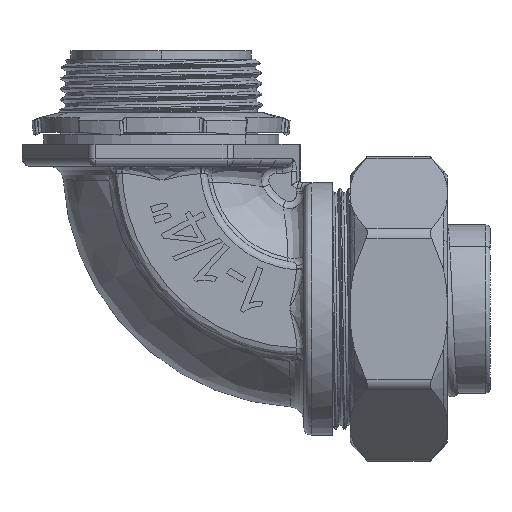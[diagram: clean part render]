
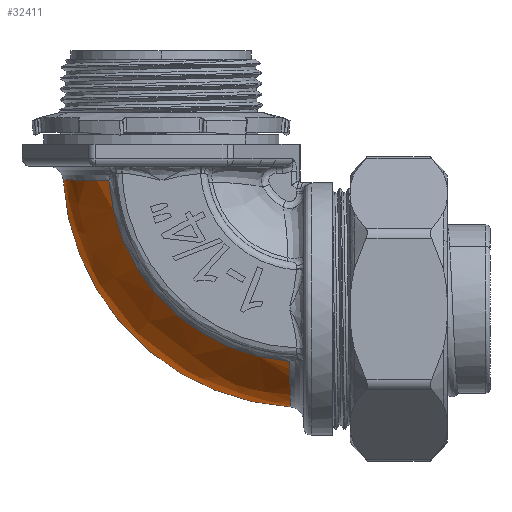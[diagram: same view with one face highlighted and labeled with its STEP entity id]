
A CAD part, left-side view. The second image highlights one B-rep face of the part: STEP entity #32411.
In plain terms, the highlighted free-form (B-spline) face has degree [3, 3] with [4, 4] control points.
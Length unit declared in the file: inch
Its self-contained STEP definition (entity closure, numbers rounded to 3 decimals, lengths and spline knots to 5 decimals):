
#372 = CARTESIAN_POINT ( 'NONE',  ( -2.14566, 2.24959, 2.31029 ) ) ;
#989 = ORIENTED_EDGE ( 'NONE', *, *, #30144, .T. ) ;
#1301 = CARTESIAN_POINT ( 'NONE',  ( -2.59937, 2.11908, 2.33381 ) ) ;
#1878 = CARTESIAN_POINT ( 'NONE',  ( -2.4586, 0.41277, 0.56822 ) ) ;
#2066 = CARTESIAN_POINT ( 'NONE',  ( -2.5802, 0.41319, 0.64645 ) ) ;
#2228 = CARTESIAN_POINT ( 'NONE',  ( -2.35534, 2.25273, 2.32735 ) ) ;
#2412 = CARTESIAN_POINT ( 'NONE',  ( -2.07704, 0.39523, 0.46985 ) ) ;
#2777 = CARTESIAN_POINT ( 'NONE',  ( -2.07704, 2.20167, 1.26967 ) ) ;
#4115 = CARTESIAN_POINT ( 'NONE',  ( -2.24593, 2.23441, 2.31023 ) ) ;
#4145 = CARTESIAN_POINT ( 'NONE',  ( -2.07704, 0.301, 2.42158 ) ) ;
#5845 = CARTESIAN_POINT ( 'NONE',  ( -2.34189, 0.41249, 0.51542 ) ) ;
#6984 = VERTEX_POINT ( 'NONE', #28281 ) ;
#7642 = ORIENTED_EDGE ( 'NONE', *, *, #26917, .T. ) ;
#8426 = CARTESIAN_POINT ( 'NONE',  ( -2.49918, 2.13066, 2.30969 ) ) ;
#8614 = CARTESIAN_POINT ( 'NONE',  ( -2.47414, 2.14567, 2.30977 ) ) ;
#9977 = CARTESIAN_POINT ( 'NONE',  ( -2.45987, 0.41277, 0.56891 ) ) ;
#10510 = CARTESIAN_POINT ( 'NONE',  ( -2.14596, 0.41228, 0.47075 ) ) ;
#10697 = CARTESIAN_POINT ( 'NONE',  ( -2.07704, 0.41228, 0.47075 ) ) ;
#12885 = CARTESIAN_POINT ( 'NONE',  ( -2.46075, 2.15319, 2.30981 ) ) ;
#14392 = CARTESIAN_POINT ( 'NONE',  ( -2.42451, 0.41267, 0.55059 ) ) ;
#14741 = CARTESIAN_POINT ( 'NONE',  ( -2.52405, 0.41296, 0.6042 ) ) ;
#15090 = CARTESIAN_POINT ( 'NONE',  ( -2.35534, 2.20167, 1.26967 ) ) ;
#15272 = CARTESIAN_POINT ( 'NONE',  ( -2.07704, 2.25273, 2.32735 ) ) ;
#16580 = CARTESIAN_POINT ( 'NONE',  ( -2.34265, 2.20914, 2.3101 ) ) ;
#16983 = DIRECTION ( 'NONE',  ( 0., 0., 1. ) ) ;
#17513 = VERTEX_POINT ( 'NONE', #23473 ) ;
#18725 = CIRCLE ( 'NONE', #30123, 1.58555 ) ;
#18820 = CARTESIAN_POINT ( 'NONE',  ( -2.44796, 0.41274, 0.56248 ) ) ;
#19167 = CARTESIAN_POINT ( 'NONE',  ( -2.45418, 0.41275, 0.56581 ) ) ;
#20262 = CARTESIAN_POINT ( 'NONE',  ( -2.60422, 2.05306, 2.30925 ) ) ;
#21149 = EDGE_LOOP ( 'NONE', ( #989, #7642, #43672, #38797 ) ) ;
#21177 = CARTESIAN_POINT ( 'NONE',  ( -2.53615, 2.10624, 2.30956 ) ) ;
#23042 = CARTESIAN_POINT ( 'NONE',  ( -2.38753, 0.41258, 0.53366 ) ) ;
#23217 = CARTESIAN_POINT ( 'NONE',  ( -2.43542, 0.4127, 0.55596 ) ) ;
#23409 = CARTESIAN_POINT ( 'NONE',  ( -2.74901, 1.88249, 2.30812 ) ) ;
#23473 = CARTESIAN_POINT ( 'NONE',  ( -2.07704, 2.25183, 2.3103 ) ) ;
#25260 = CARTESIAN_POINT ( 'NONE',  ( -2.52165, 2.11625, 2.30961 ) ) ;
#25436 = CARTESIAN_POINT ( 'NONE',  ( -2.21288, 2.24088, 2.31026 ) ) ;
#25810 = FACE_OUTER_BOUND ( 'NONE', #21149, .T. ) ;
#26082 = DIRECTION ( 'NONE',  ( 0., 0., 1. ) ) ;
#26917 = EDGE_CURVE ( 'NONE', #17513, #38539, #49212, .T. ) ;
#26923 = CARTESIAN_POINT ( 'NONE',  ( -2.59937, 1.37403, 0.65106 ) ) ;
#27066 = EDGE_CURVE ( 'NONE', #38539, #6984, #38305, .T. ) ;
#27093 = CARTESIAN_POINT ( 'NONE',  ( -2.74901, 0.37746, 0.83787 ) ) ;
#27110 = CARTESIAN_POINT ( 'NONE',  ( -2.71646, 0.41408, 0.78888 ) ) ;
#27477 = CARTESIAN_POINT ( 'NONE',  ( -2.45948, 0.41277, 0.5687 ) ) ;
#28281 = CARTESIAN_POINT ( 'NONE',  ( -2.74901, 0.41446, 0.84009 ) ) ;
#28580 = CARTESIAN_POINT ( 'NONE',  ( -2.67638, 1.98379, 2.30883 ) ) ;
#29660 = CARTESIAN_POINT ( 'NONE',  ( -2.07704, 2.25183, 2.3103 ) ) ;
#30037 = CARTESIAN_POINT ( 'NONE',  ( -2.46725, 2.14957, 2.30979 ) ) ;
#30123 = AXIS2_PLACEMENT_3D ( 'NONE', #43047, #46726, #26082 ) ;
#30144 = EDGE_CURVE ( 'NONE', #54844, #17513, #39631, .T. ) ;
#30484 = CARTESIAN_POINT ( 'NONE',  ( -2.74901, 1.88249, 2.30812 ) ) ;
#30948 = CARTESIAN_POINT ( 'NONE',  ( -2.74901, 1.84328, 1.48688 ) ) ;
#31516 = CARTESIAN_POINT ( 'NONE',  ( -2.45728, 0.41276, 0.56749 ) ) ;
#31893 = CARTESIAN_POINT ( 'NONE',  ( -2.71645, 1.9337, 2.3085 ) ) ;
#32040 = CARTESIAN_POINT ( 'NONE',  ( -2.35534, 1.45291, 0.52091 ) ) ;
#32411 = ADVANCED_FACE ( 'NONE', ( #25810 ), #36673, .T. ) ;
#33374 = CARTESIAN_POINT ( 'NONE',  ( -2.07704, 0.41228, 0.47075 ) ) ;
#33718 = CARTESIAN_POINT ( 'NONE',  ( -2.57817, 2.07517, 2.30938 ) ) ;
#33907 = CARTESIAN_POINT ( 'NONE',  ( -2.40387, 2.18445, 2.30997 ) ) ;
#34278 = CARTESIAN_POINT ( 'NONE',  ( -2.4613, 2.15288, 2.30981 ) ) ;
#34840 = AXIS2_PLACEMENT_3D ( 'NONE', #4145, #42268, #16983 ) ;
#35219 = CARTESIAN_POINT ( 'NONE',  ( -2.59937, 2.07152, 1.34855 ) ) ;
#35575 = CARTESIAN_POINT ( 'NONE',  ( -2.74901, 1.88471, 2.34512 ) ) ;
#35594 = CARTESIAN_POINT ( 'NONE',  ( -2.21371, 0.41231, 0.47975 ) ) ;
#36293 = CARTESIAN_POINT ( 'NONE',  ( -2.07704, 1.45291, 0.52091 ) ) ;
#36673 =( BOUNDED_SURFACE ( )  B_SPLINE_SURFACE ( 3, 3, ( 
 ( #35575, #30948, #43523, #27093 ),
 ( #1301, #35219, #26923, #44592 ),
 ( #2228, #15090, #32040, #53487 ),
 ( #15272, #2777, #36293, #2412 ) ),
 .UNSPECIFIED., .F., .F., .F. ) 
 B_SPLINE_SURFACE_WITH_KNOTS ( ( 4, 4 ),
 ( 4, 4 ),
 ( 0., 1. ),
 ( 0., 1. ),
 .UNSPECIFIED. ) 
 GEOMETRIC_REPRESENTATION_ITEM ( )  RATIONAL_B_SPLINE_SURFACE ( (
 ( 1., 0.827, 0.827, 1.),
 ( 0.918, 0.759, 0.759, 0.918),
 ( 0.918, 0.759, 0.759, 0.918),
 ( 1., 0.827, 0.827, 1.) ) ) 
 REPRESENTATION_ITEM ( '' )  SURFACE ( )  );
#38305 = B_SPLINE_CURVE_WITH_KNOTS ( 'NONE', 3,
 ( #10697, #10510, #35594, #39672, #5845, #23042, #40045, #14392, #23217, #18820, #19167, #31516, #1878, #27477, #9977, #14741, #2066, #39487, #27110, #52253 ),
 .UNSPECIFIED., .F., .F.,
 ( 4, 2, 2, 2, 1, 1, 1, 1, 2, 2, 2, 4 ),
 ( 0.49948, 0.62461, 0.68717, 0.71846, 0.7341, 0.74192, 0.74583, 0.74778, 0.74876, 0.74974, 0.87487, 1. ),
 .UNSPECIFIED. ) ;
#38539 = VERTEX_POINT ( 'NONE', #33374 ) ;
#38797 = ORIENTED_EDGE ( 'NONE', *, *, #48514, .T. ) ;
#39487 = CARTESIAN_POINT ( 'NONE',  ( -2.67639, 0.41375, 0.7388 ) ) ;
#39631 = B_SPLINE_CURVE_WITH_KNOTS ( 'NONE', 3,
 ( #23409, #31893, #28580, #20262, #33718, #21177, #25260, #8426, #46469, #8614, #30037, #50359, #46655, #34278, #12885, #33907, #16580, #4115, #25436, #372, #42420, #29660 ),
 .UNSPECIFIED., .F., .F.,
 ( 4, 2, 2, 2, 1, 1, 1, 1, 2, 2, 2, 2, 4 ),
 ( 0., 0.12487, 0.1873, 0.21852, 0.23413, 0.24194, 0.24584, 0.24779, 0.24876, 0.24974, 0.37461, 0.43704, 0.49948 ),
 .UNSPECIFIED. ) ;
#39672 = CARTESIAN_POINT ( 'NONE',  ( -2.31045, 0.41243, 0.50503 ) ) ;
#40045 = CARTESIAN_POINT ( 'NONE',  ( -2.40249, 0.41262, 0.54018 ) ) ;
#42268 = DIRECTION ( 'NONE',  ( -1., 0., 0. ) ) ;
#42420 = CARTESIAN_POINT ( 'NONE',  ( -2.11143, 2.25183, 2.3103 ) ) ;
#43047 = CARTESIAN_POINT ( 'NONE',  ( -2.74901, 0.301, 2.42158 ) ) ;
#43523 = CARTESIAN_POINT ( 'NONE',  ( -2.74901, 1.2357, 0.8793 ) ) ;
#43672 = ORIENTED_EDGE ( 'NONE', *, *, #27066, .T. ) ;
#44592 = CARTESIAN_POINT ( 'NONE',  ( -2.59937, 0.38877, 0.6035 ) ) ;
#46469 = CARTESIAN_POINT ( 'NONE',  ( -2.48777, 2.13772, 2.30973 ) ) ;
#46655 = CARTESIAN_POINT ( 'NONE',  ( -2.46229, 2.15233, 2.3098 ) ) ;
#46726 = DIRECTION ( 'NONE',  ( 1., 0., 0. ) ) ;
#48514 = EDGE_CURVE ( 'NONE', #6984, #54844, #18725, .T. ) ;
#49212 = CIRCLE ( 'NONE', #34840, 1.954 ) ;
#50359 = CARTESIAN_POINT ( 'NONE',  ( -2.46378, 2.15151, 2.3098 ) ) ;
#52253 = CARTESIAN_POINT ( 'NONE',  ( -2.74901, 0.41446, 0.84009 ) ) ;
#53487 = CARTESIAN_POINT ( 'NONE',  ( -2.35534, 0.39523, 0.46985 ) ) ;
#54844 = VERTEX_POINT ( 'NONE', #30484 ) ;
